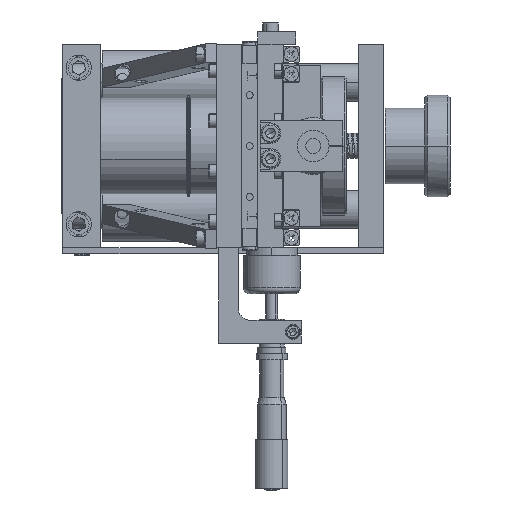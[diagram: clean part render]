
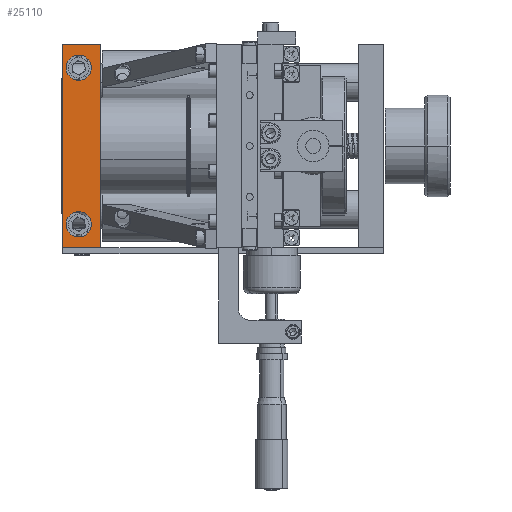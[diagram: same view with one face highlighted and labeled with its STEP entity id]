
A CAD part, left-side view. The second image highlights one B-rep face of the part: STEP entity #25110.
In plain terms, the highlighted planar face has unit normal (-1, 0, 0).
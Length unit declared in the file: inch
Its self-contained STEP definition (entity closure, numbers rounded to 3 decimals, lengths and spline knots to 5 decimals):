
#444 = VERTEX_POINT ( 'NONE', #77900 ) ;
#459 = VERTEX_POINT ( 'NONE', #77945 ) ;
#468 = VERTEX_POINT ( 'NONE', #77972 ) ;
#470 = VERTEX_POINT ( 'NONE', #77978 ) ;
#471 = VERTEX_POINT ( 'NONE', #77981 ) ;
#473 = VERTEX_POINT ( 'NONE', #77987 ) ;
#485 = VERTEX_POINT ( 'NONE', #78023 ) ;
#492 = VERTEX_POINT ( 'NONE', #78044 ) ;
#6880 = AXIS2_PLACEMENT_3D ( 'NONE', #48308, #48311, #48313 ) ;
#6894 = AXIS2_PLACEMENT_3D ( 'NONE', #27083, #27087, #27088 ) ;
#8558 = AXIS2_PLACEMENT_3D ( 'NONE', #89067, #89076, #89077 ) ;
#10258 = LINE ( 'NONE', #47667, #10260 ) ;
#10260 = VECTOR ( 'NONE', #47669, 39.37008 ) ;
#10443 = VECTOR ( 'NONE', #48160, 39.37008 ) ;
#10446 = LINE ( 'NONE', #48158, #10443 ) ;
#10482 = CIRCLE ( 'NONE', #6880, 0.25 ) ;
#25110 = ADVANCED_FACE ( 'NONE', ( #51565, #51593, #51597 ), #89055, .F. ) ;
#26451 = EDGE_CURVE ( 'NONE', #470, #471, #10258, .T. ) ;
#27083 = CARTESIAN_POINT ( 'NONE',  ( -1.63, -0.332, 1.54 ) ) ;
#27087 = DIRECTION ( 'NONE',  ( -1., 0., 0. ) ) ;
#27088 = DIRECTION ( 'NONE',  ( 0., 0., -1. ) ) ;
#27274 = CARTESIAN_POINT ( 'NONE',  ( -1.63, -0.77, -2. ) ) ;
#27279 = DIRECTION ( 'NONE',  ( 0., 1., 0. ) ) ;
#31239 = CARTESIAN_POINT ( 'NONE',  ( -1.63, -0.77, 2. ) ) ;
#31240 = DIRECTION ( 'NONE',  ( 0., 0., -1. ) ) ;
#34392 = EDGE_CURVE ( 'NONE', #492, #470, #10446, .T. ) ;
#34438 = EDGE_CURVE ( 'NONE', #468, #473, #10482, .T. ) ;
#34745 = EDGE_CURVE ( 'NONE', #444, #459, #54315, .T. ) ;
#34800 = EDGE_CURVE ( 'NONE', #485, #471, #54370, .T. ) ;
#35311 = CIRCLE ( 'NONE', #68963, 0.25 ) ;
#35344 = CIRCLE ( 'NONE', #68901, 0.25 ) ;
#47667 = CARTESIAN_POINT ( 'NONE',  ( -1.63, -0.02, 2. ) ) ;
#47669 = DIRECTION ( 'NONE',  ( 0., 0., -1. ) ) ;
#48158 = CARTESIAN_POINT ( 'NONE',  ( -1.63, -0.77, 2. ) ) ;
#48160 = DIRECTION ( 'NONE',  ( 0., 1., 0. ) ) ;
#48308 = CARTESIAN_POINT ( 'NONE',  ( -1.63, -0.332, -1.54 ) ) ;
#48311 = DIRECTION ( 'NONE',  ( -1., 0., 0. ) ) ;
#48313 = DIRECTION ( 'NONE',  ( 0., 0., -1. ) ) ;
#51565 = FACE_BOUND ( 'NONE', #62108, .T. ) ;
#51593 = FACE_BOUND ( 'NONE', #62121, .T. ) ;
#51597 = FACE_OUTER_BOUND ( 'NONE', #62124, .T. ) ;
#52442 = EDGE_CURVE ( 'NONE', #459, #444, #35311, .T. ) ;
#52504 = EDGE_CURVE ( 'NONE', #473, #468, #35344, .T. ) ;
#54315 = CIRCLE ( 'NONE', #6894, 0.25 ) ;
#54370 = LINE ( 'NONE', #27274, #54378 ) ;
#54378 = VECTOR ( 'NONE', #27279, 39.37008 ) ;
#62108 = EDGE_LOOP ( 'NONE', ( #84572, #84562 ) ) ;
#62121 = EDGE_LOOP ( 'NONE', ( #84563, #84564 ) ) ;
#62124 = EDGE_LOOP ( 'NONE', ( #84565, #84560, #84561, #84566 ) ) ;
#66961 = LINE ( 'NONE', #31239, #66962 ) ;
#66962 = VECTOR ( 'NONE', #31240, 39.37008 ) ;
#68901 = AXIS2_PLACEMENT_3D ( 'NONE', #94026, #94028, #94029 ) ;
#68963 = AXIS2_PLACEMENT_3D ( 'NONE', #93825, #93886, #93888 ) ;
#77900 = CARTESIAN_POINT ( 'NONE',  ( -1.63, -0.332, 1.79 ) ) ;
#77945 = CARTESIAN_POINT ( 'NONE',  ( -1.63, -0.332, 1.29 ) ) ;
#77972 = CARTESIAN_POINT ( 'NONE',  ( -1.63, -0.332, -1.79 ) ) ;
#77978 = CARTESIAN_POINT ( 'NONE',  ( -1.63, -0.02, 2. ) ) ;
#77981 = CARTESIAN_POINT ( 'NONE',  ( -1.63, -0.02, -2. ) ) ;
#77987 = CARTESIAN_POINT ( 'NONE',  ( -1.63, -0.332, -1.29 ) ) ;
#78023 = CARTESIAN_POINT ( 'NONE',  ( -1.63, -0.77, -2. ) ) ;
#78044 = CARTESIAN_POINT ( 'NONE',  ( -1.63, -0.77, 2. ) ) ;
#83933 = EDGE_CURVE ( 'NONE', #492, #485, #66961, .T. ) ;
#84560 = ORIENTED_EDGE ( 'NONE', *, *, #34800, .F. ) ;
#84561 = ORIENTED_EDGE ( 'NONE', *, *, #83933, .F. ) ;
#84562 = ORIENTED_EDGE ( 'NONE', *, *, #34745, .F. ) ;
#84563 = ORIENTED_EDGE ( 'NONE', *, *, #34438, .F. ) ;
#84564 = ORIENTED_EDGE ( 'NONE', *, *, #52504, .F. ) ;
#84565 = ORIENTED_EDGE ( 'NONE', *, *, #26451, .T. ) ;
#84566 = ORIENTED_EDGE ( 'NONE', *, *, #34392, .T. ) ;
#84572 = ORIENTED_EDGE ( 'NONE', *, *, #52442, .F. ) ;
#89055 = PLANE ( 'NONE',  #8558 ) ;
#89067 = CARTESIAN_POINT ( 'NONE',  ( -1.63, -0.77, 2. ) ) ;
#89076 = DIRECTION ( 'NONE',  ( 1., 0., 0. ) ) ;
#89077 = DIRECTION ( 'NONE',  ( 0., 0., 1. ) ) ;
#93825 = CARTESIAN_POINT ( 'NONE',  ( -1.63, -0.332, 1.54 ) ) ;
#93886 = DIRECTION ( 'NONE',  ( -1., 0., 0. ) ) ;
#93888 = DIRECTION ( 'NONE',  ( 0., 0., -1. ) ) ;
#94026 = CARTESIAN_POINT ( 'NONE',  ( -1.63, -0.332, -1.54 ) ) ;
#94028 = DIRECTION ( 'NONE',  ( -1., 0., 0. ) ) ;
#94029 = DIRECTION ( 'NONE',  ( 0., 0., -1. ) ) ;
